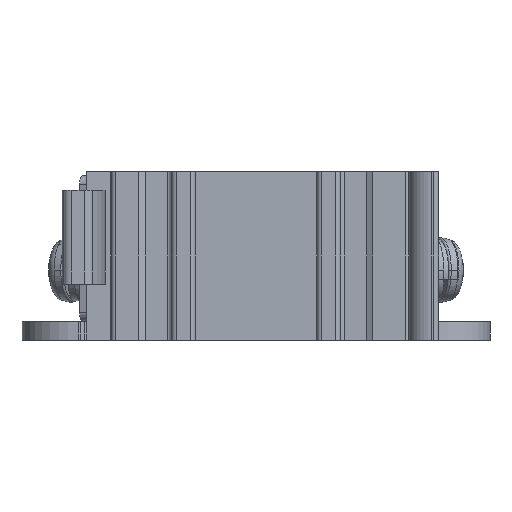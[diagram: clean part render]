
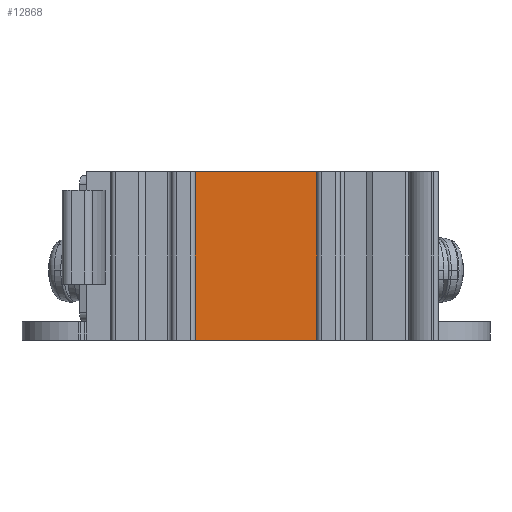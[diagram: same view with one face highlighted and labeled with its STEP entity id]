
A CAD part, front view. The second image highlights one B-rep face of the part: STEP entity #12868.
In plain terms, the highlighted planar face has unit normal (0, -1, 0).
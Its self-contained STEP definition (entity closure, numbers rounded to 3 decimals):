
#4577=DIRECTION('',(0.,0.,-1.));
#4578=VECTOR('',#4577,18.);
#4579=CARTESIAN_POINT('',(-6.5,0.,18.));
#4580=LINE('',#4579,#4578);
#4589=DIRECTION('',(0.,0.,-1.));
#4590=VECTOR('',#4589,18.);
#4591=CARTESIAN_POINT('',(6.5,0.,18.));
#4592=LINE('',#4591,#4590);
#4593=DIRECTION('',(-1.,0.,0.));
#4594=VECTOR('',#4593,13.);
#4595=CARTESIAN_POINT('',(6.5,0.,0.));
#4596=LINE('',#4595,#4594);
#4597=DIRECTION('',(1.,0.,0.));
#4598=VECTOR('',#4597,13.);
#4599=CARTESIAN_POINT('',(-6.5,0.,18.));
#4600=LINE('',#4599,#4598);
#5758=CARTESIAN_POINT('',(6.5,0.,0.));
#5759=CARTESIAN_POINT('',(-6.5,0.,0.));
#5760=VERTEX_POINT('',#5758);
#5761=VERTEX_POINT('',#5759);
#5932=CARTESIAN_POINT('',(6.5,0.,18.));
#5933=VERTEX_POINT('',#5932);
#5934=CARTESIAN_POINT('',(-6.5,0.,18.));
#5935=VERTEX_POINT('',#5934);
#12856=CARTESIAN_POINT('',(0.,0.,9.));
#12857=DIRECTION('',(0.,1.,0.));
#12858=DIRECTION('',(1.,0.,0.));
#12859=AXIS2_PLACEMENT_3D('',#12856,#12857,#12858);
#12860=PLANE('',#12859);
#12862=ORIENTED_EDGE('',*,*,#12861,.T.);
#12863=ORIENTED_EDGE('',*,*,#9063,.T.);
#12864=ORIENTED_EDGE('',*,*,#12848,.F.);
#12865=ORIENTED_EDGE('',*,*,#8914,.T.);
#12866=EDGE_LOOP('',(#12862,#12863,#12864,#12865));
#12867=FACE_OUTER_BOUND('',#12866,.F.);
#8914=EDGE_CURVE('',#5935,#5933,#4600,.T.);
#9063=EDGE_CURVE('',#5760,#5761,#4596,.T.);
#12848=EDGE_CURVE('',#5935,#5761,#4580,.T.);
#12861=EDGE_CURVE('',#5933,#5760,#4592,.T.);
#12868=ADVANCED_FACE('',(#12867),#12860,.F.);
